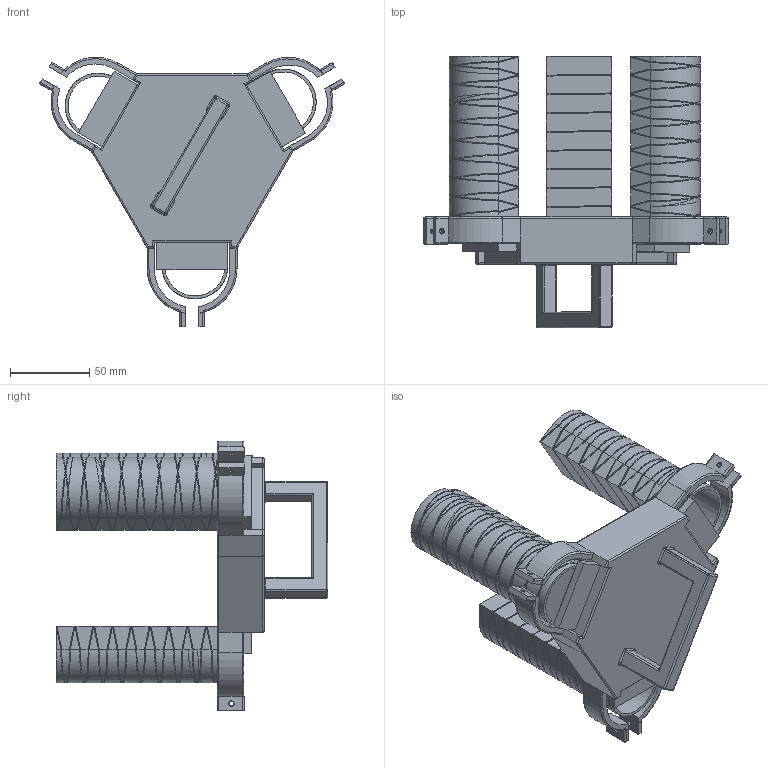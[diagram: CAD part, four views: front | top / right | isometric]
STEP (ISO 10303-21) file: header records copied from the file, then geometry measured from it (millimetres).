
FILE_DESCRIPTION (( 'STEP AP203' ), '1' );
FILE_NAME ('×°ÅäÌå2.STEP', '2024-11-26T13:47:53', ( '' ), ( '' ), 'SwSTEP 2.0', 'SolidWorks 2024', '' );
FILE_SCHEMA (( 'CONFIG_CONTROL_DESIGN' ));
Length unit declared in the file: millimetre
Products named in the file (3): 抓手.1; 装配体2; 夹具.step
Assembly tree (4 placements, depth 2):
  装配体2
    夹具.step
    抓手.1  x3
Bounding box: 191.97 x 170.98 x 169.71 mm (x, y, z)
Volume: 445405.5 mm3; surface area: 179715.6 mm2
Topology: 4 solids, 4 shells, 1498 faces, 3629 edges, 2137 vertices
Faces by surface type: plane 937, bspline 270, cylinder 251, torus 29, cone 6, sphere 5
Entity records: 31180 total; most frequent: CARTESIAN_POINT 16409, ORIENTED_EDGE 3260, DIRECTION 2588, EDGE_CURVE 1630, LINE 1008, VECTOR 1008, VERTEX_POINT 965, AXIS2_PLACEMENT_3D 790
